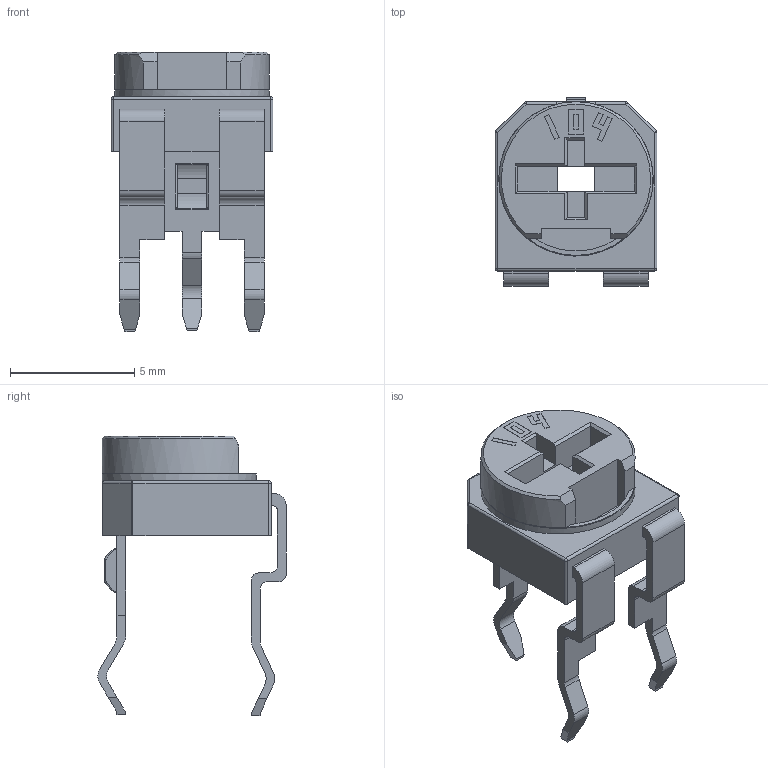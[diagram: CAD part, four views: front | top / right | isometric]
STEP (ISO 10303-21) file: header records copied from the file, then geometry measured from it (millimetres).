
FILE_DESCRIPTION(/* description */ (''),/* implementation_level */ '2;1');
FILE_NAME(/* name */ 'Trim_Potentiometer_104 v2.step',/* time_stamp */ '2023-04-06T13:41:33+09:00',/* author */ (''),/* organization */ (''),/* preprocessor_version */ 'ST-DEVELOPER v19.2',/* originating_system */ 'Autodesk Translation Framework v12.4.0.73',/* authorisation */ '');
FILE_SCHEMA (('AUTOMOTIVE_DESIGN { 1 0 10303 214 3 1 1 }'));
Length unit declared in the file: millimetre
Products named in the file (1): Trim_Potentiometer_104
Bounding box: 6.5 x 7.57 x 11.25 mm (x, y, z)
Volume: 143.5 mm3; surface area: 309.6 mm2
Topology: 1 solids, 1 shells, 211 faces, 559 edges, 357 vertices
Faces by surface type: plane 143, cylinder 53, bspline 8, sphere 6, cone 1
Full cylindrical faces by diameter (mm): 6.15 x1, 6.2 x1
Entity records: 7215 total; most frequent: CARTESIAN_POINT 1757, ORIENTED_EDGE 1114, DIRECTION 1055, EDGE_CURVE 557, LINE 427, VECTOR 427, VERTEX_POINT 357, AXIS2_PLACEMENT_3D 314
